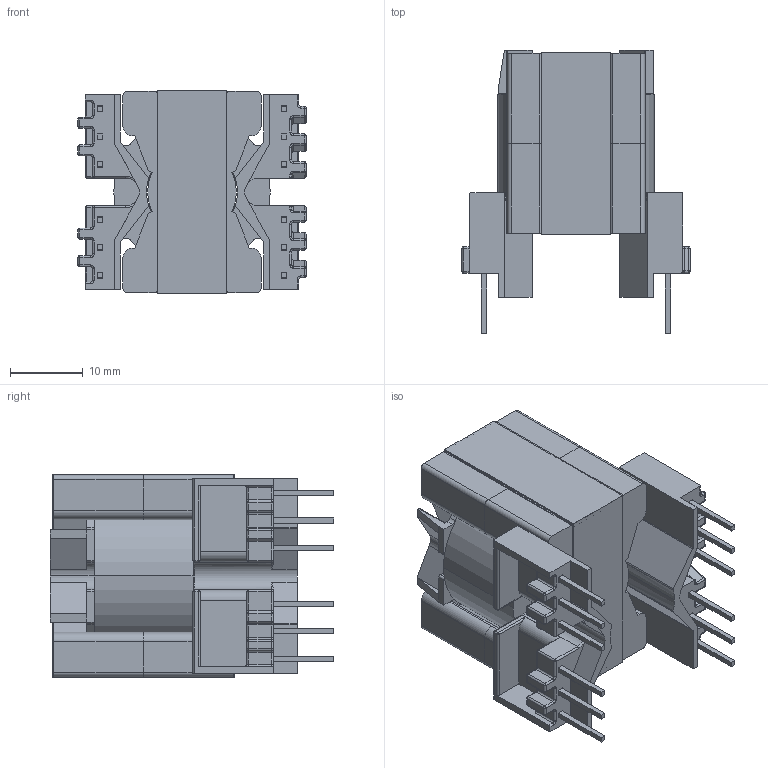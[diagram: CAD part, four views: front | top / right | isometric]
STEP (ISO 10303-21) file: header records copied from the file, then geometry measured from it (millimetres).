
FILE_DESCRIPTION (( 'STEP AP203' ), '1' );
FILE_NAME ('PQ2625_6952.STEP', '2020-04-08T14:55:18', ( '' ), ( '' ), 'SwSTEP 2.0', 'SolidWorks 2017', '' );
FILE_SCHEMA (( 'CONFIG_CONTROL_DESIGN' ));
Length unit declared in the file: millimetre
Products named in the file (5): 440-8108-2239; 150-2239_6B; 070-5649_coil; 070-6952_6A; PQ2625_6952
Assembly tree (5 placements, depth 2):
  PQ2625_6952
    070-6952_6A
    070-5649_coil
    150-2239_6B  x2
    440-8108-2239
Bounding box: 31.37 x 38.96 x 28.04 mm (x, y, z)
Volume: 14175.4 mm3; surface area: 14671.9 mm2
Topology: 17 solids, 17 shells, 725 faces, 1811 edges, 1092 vertices
Faces by surface type: plane 367, cylinder 256, sphere 52, torus 26, bspline 24
Entity records: 20166 total; most frequent: CARTESIAN_POINT 3952, DIRECTION 3343, ORIENTED_EDGE 3230, EDGE_CURVE 1615, AXIS2_PLACEMENT_3D 1137, LINE 1069, VECTOR 1069, VERTEX_POINT 986
